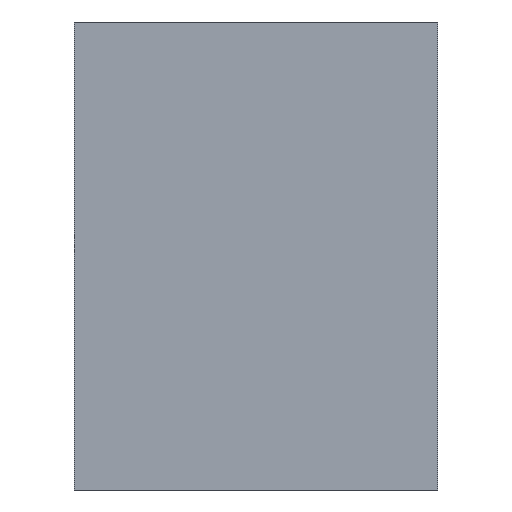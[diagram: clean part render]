
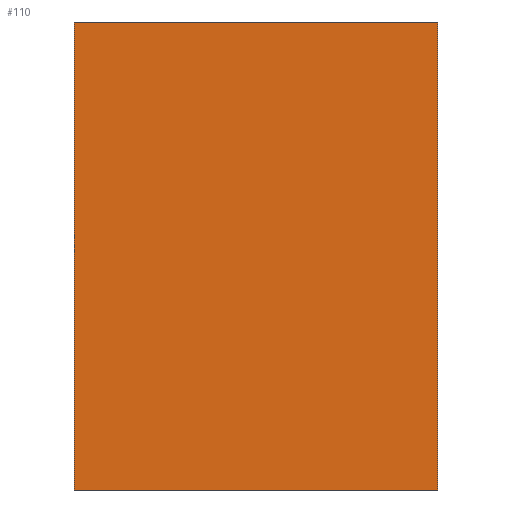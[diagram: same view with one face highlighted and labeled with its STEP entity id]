
A CAD part, front view. The second image highlights one B-rep face of the part: STEP entity #110.
In plain terms, the highlighted planar face has unit normal (0, -1, 0).
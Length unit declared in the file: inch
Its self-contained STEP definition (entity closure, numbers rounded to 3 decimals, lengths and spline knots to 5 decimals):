
#24=FACE_OUTER_BOUND('',#30,.T.);
#30=EDGE_LOOP('',(#95,#96,#97,#98));
#31=LINE('',#168,#43);
#35=LINE('',#176,#47);
#38=LINE('',#182,#50);
#41=LINE('',#187,#53);
#43=VECTOR('',#139,0.3937);
#47=VECTOR('',#145,0.3937);
#50=VECTOR('',#150,0.3937);
#53=VECTOR('',#155,0.3937);
#55=VERTEX_POINT('',#166);
#56=VERTEX_POINT('',#167);
#59=VERTEX_POINT('',#175);
#61=VERTEX_POINT('',#181);
#63=EDGE_CURVE('',#55,#56,#31,.T.);
#67=EDGE_CURVE('',#59,#55,#35,.T.);
#70=EDGE_CURVE('',#61,#59,#38,.T.);
#73=EDGE_CURVE('',#56,#61,#41,.T.);
#95=ORIENTED_EDGE('',*,*,#73,.F.);
#96=ORIENTED_EDGE('',*,*,#63,.F.);
#97=ORIENTED_EDGE('',*,*,#67,.F.);
#98=ORIENTED_EDGE('',*,*,#70,.F.);
#104=PLANE('',#131);
#110=ADVANCED_FACE('',(#24),#104,.F.);
#131=AXIS2_PLACEMENT_3D('',#190,#159,#160);
#139=DIRECTION('',(-1.,0.,0.));
#145=DIRECTION('',(0.,0.,-1.));
#150=DIRECTION('',(1.,0.,0.));
#155=DIRECTION('',(0.,0.,1.));
#159=DIRECTION('center_axis',(0.,1.,0.));
#160=DIRECTION('ref_axis',(1.,0.,0.));
#166=CARTESIAN_POINT('',(0.3441,0.,7.54134));
#167=CARTESIAN_POINT('',(-8.96102,0.,7.54134));
#168=CARTESIAN_POINT('',(0.3441,0.,7.54134));
#175=CARTESIAN_POINT('',(0.3441,0.,19.51673));
#176=CARTESIAN_POINT('',(0.3441,0.,19.51673));
#181=CARTESIAN_POINT('',(-8.96102,0.,19.51673));
#182=CARTESIAN_POINT('',(-8.96102,0.,19.51673));
#187=CARTESIAN_POINT('',(-8.96102,0.,7.54134));
#190=CARTESIAN_POINT('Origin',(-4.30846,0.,13.52904));
